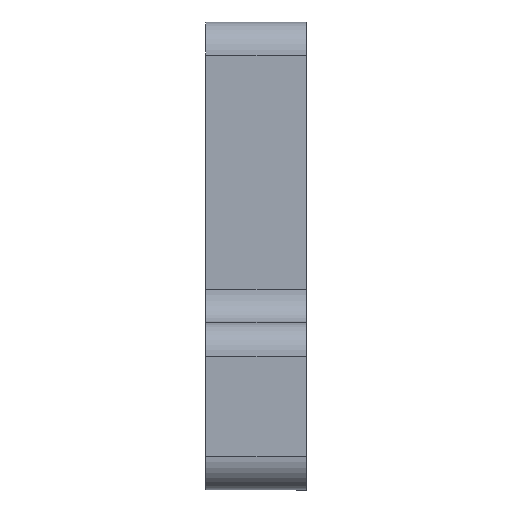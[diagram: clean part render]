
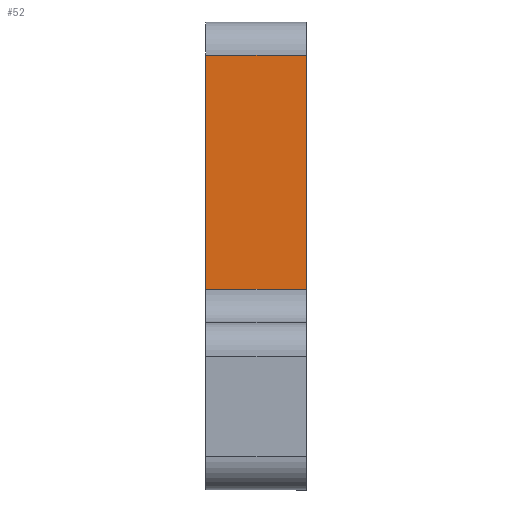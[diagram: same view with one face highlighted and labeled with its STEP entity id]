
A CAD part, front view. The second image highlights one B-rep face of the part: STEP entity #52.
In plain terms, the highlighted planar face has unit normal (0, -1, 0).
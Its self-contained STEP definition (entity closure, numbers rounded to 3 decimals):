
#52=ADVANCED_FACE('',(#124),#126,.T.);
#124=FACE_BOUND('',#125,.T.);
#125=EDGE_LOOP('',(#428,#429,#430,#431));
#126=PLANE('',#127);
#127=AXIS2_PLACEMENT_3D('',#128,#129,#130);
#128=CARTESIAN_POINT('',(-3.,25.,28.));
#129=DIRECTION('',(0.,-1.,0.));
#130=DIRECTION('',(0.,0.,-1.));
#428=ORIENTED_EDGE('',*,*,#624,.F.);
#429=ORIENTED_EDGE('',*,*,#605,.T.);
#430=ORIENTED_EDGE('',*,*,#625,.T.);
#431=ORIENTED_EDGE('',*,*,#555,.F.);
#555=EDGE_CURVE('',#657,#659,#660,.T.);
#605=EDGE_CURVE('',#759,#757,#760,.T.);
#624=EDGE_CURVE('',#759,#657,#792,.T.);
#625=EDGE_CURVE('',#757,#659,#793,.T.);
#657=VERTEX_POINT('',#830);
#659=VERTEX_POINT('',#835);
#660=LINE('',#836,#837);
#757=VERTEX_POINT('',#1056);
#759=VERTEX_POINT('',#1061);
#760=LINE('',#1062,#1063);
#792=LINE('',#1140,#1141);
#793=LINE('',#1143,#1144);
#830=CARTESIAN_POINT('',(3.,25.,26.));
#835=CARTESIAN_POINT('',(3.,25.,12.));
#836=CARTESIAN_POINT('',(3.,25.,26.));
#837=VECTOR('',#838,1.);
#838=DIRECTION('',(0.,0.,-1.));
#1056=CARTESIAN_POINT('',(-3.,25.,12.));
#1061=CARTESIAN_POINT('',(-3.,25.,26.));
#1062=CARTESIAN_POINT('',(-3.,25.,26.));
#1063=VECTOR('',#1064,1.);
#1064=DIRECTION('',(0.,0.,-1.));
#1140=CARTESIAN_POINT('',(-3.,25.,26.));
#1141=VECTOR('',#1142,1.);
#1142=DIRECTION('',(1.,0.,0.));
#1143=CARTESIAN_POINT('',(-3.,25.,12.));
#1144=VECTOR('',#1145,1.);
#1145=DIRECTION('',(1.,0.,0.));
